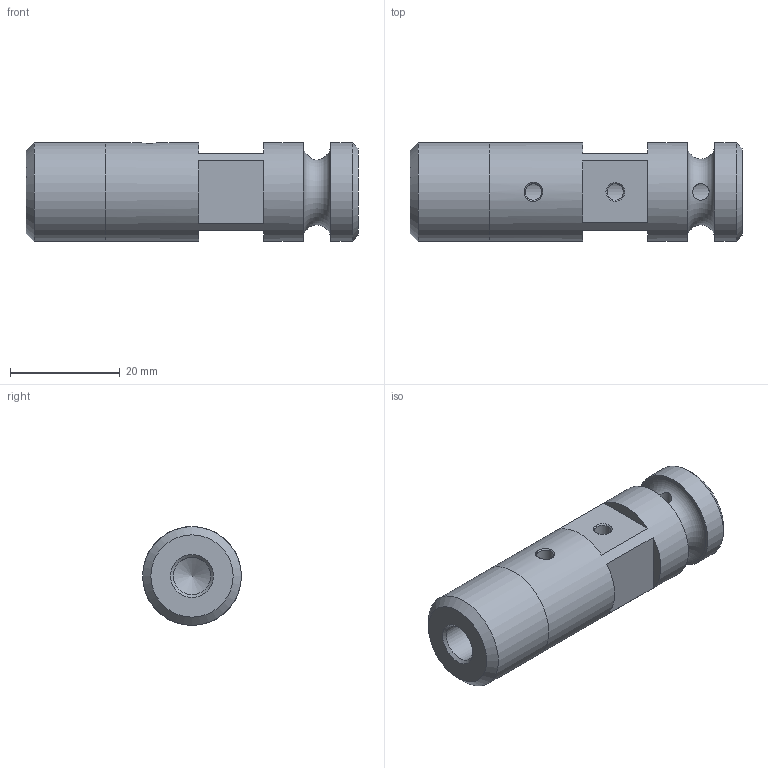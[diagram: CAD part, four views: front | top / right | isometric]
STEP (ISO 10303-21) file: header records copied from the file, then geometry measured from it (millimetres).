
FILE_DESCRIPTION(/* description */ ('Unknown'),/* implementation_level */ '2;1');
FILE_NAME(/* name */ 'axe',/* time_stamp */ '2020-12-04T20:54:41+01:00',/* author */ ('Unknown'),/* organization */ ('Unknown'),/* preprocessor_version */ 'ST-DEVELOPER v16.7',/* originating_system */ 'DEX',/* authorisation */ $);
FILE_SCHEMA (('AUTOMOTIVE_DESIGN {1 0 10303 214 3 1 1}'));
Length unit declared in the file: millimetre
Products named in the file (1): axe
Bounding box: 60.5 x 18 x 18 mm (x, y, z)
Volume: 11865.1 mm3; surface area: 5282.3 mm2
Topology: 1 solids, 1 shells, 30 faces, 71 edges, 46 vertices
Faces by surface type: plane 16, cylinder 7, cone 5, torus 1, bspline 1
Full cylindrical faces by diameter (mm): 3 x3, 6.8 x1, 18 x3
Entity records: 1052 total; most frequent: CARTESIAN_POINT 239, DIRECTION 120, ORIENTED_EDGE 88, FACE_BOUND 57, EDGE_LOOP 56, AXIS2_PLACEMENT_3D 52, EDGE_CURVE 44, VERTEX_POINT 37
